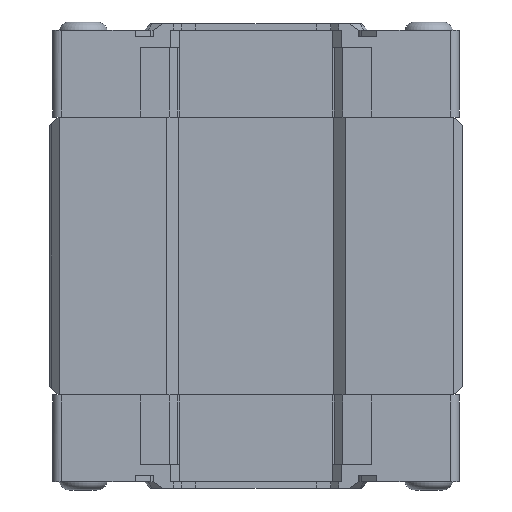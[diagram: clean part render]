
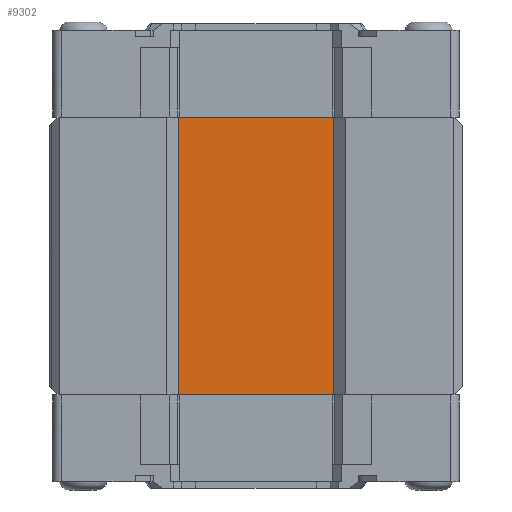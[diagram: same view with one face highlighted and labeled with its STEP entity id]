
A CAD part, front view. The second image highlights one B-rep face of the part: STEP entity #9302.
In plain terms, the highlighted planar face has unit normal (0, -1, 0).
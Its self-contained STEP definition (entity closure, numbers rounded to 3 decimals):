
#1136=FACE_OUTER_BOUND('',#1658,.T.);
#1658=EDGE_LOOP('',(#8437,#8438,#8439,#8440));
#2542=LINE('',#15116,#3544);
#2587=LINE('',#15257,#3589);
#2661=LINE('',#15424,#3663);
#2662=LINE('',#15426,#3664);
#3544=VECTOR('',#12419,10.);
#3589=VECTOR('',#12574,10.);
#3663=VECTOR('',#12740,10.);
#3664=VECTOR('',#12743,10.);
#4441=VERTEX_POINT('',#15113);
#4442=VERTEX_POINT('',#15115);
#4482=VERTEX_POINT('',#15254);
#4483=VERTEX_POINT('',#15256);
#5684=EDGE_CURVE('',#4441,#4442,#2542,.T.);
#5755=EDGE_CURVE('',#4482,#4483,#2587,.T.);
#5839=EDGE_CURVE('',#4441,#4483,#2661,.T.);
#5840=EDGE_CURVE('',#4442,#4482,#2662,.T.);
#8437=ORIENTED_EDGE('',*,*,#5839,.T.);
#8438=ORIENTED_EDGE('',*,*,#5755,.F.);
#8439=ORIENTED_EDGE('',*,*,#5840,.F.);
#8440=ORIENTED_EDGE('',*,*,#5684,.F.);
#8812=PLANE('',#10137);
#9302=ADVANCED_FACE('',(#1136),#8812,.T.);
#10137=AXIS2_PLACEMENT_3D('',#15425,#12741,#12742);
#12419=DIRECTION('',(-1.,0.,0.));
#12574=DIRECTION('',(1.,0.,0.));
#12740=DIRECTION('',(0.,0.,1.));
#12741=DIRECTION('center_axis',(0.,-1.,0.));
#12742=DIRECTION('ref_axis',(1.,0.,0.));
#12743=DIRECTION('',(0.,0.,1.));
#15113=CARTESIAN_POINT('',(9.43,-6.35,-16.15));
#15115=CARTESIAN_POINT('',(-9.43,-6.35,-16.15));
#15116=CARTESIAN_POINT('',(-9.43,-6.35,-16.15));
#15254=CARTESIAN_POINT('',(-9.43,-6.35,16.15));
#15256=CARTESIAN_POINT('',(9.43,-6.35,16.15));
#15257=CARTESIAN_POINT('',(-9.43,-6.35,16.15));
#15424=CARTESIAN_POINT('',(9.43,-6.35,0.));
#15425=CARTESIAN_POINT('Origin',(-9.43,-6.35,0.));
#15426=CARTESIAN_POINT('',(-9.43,-6.35,0.));
